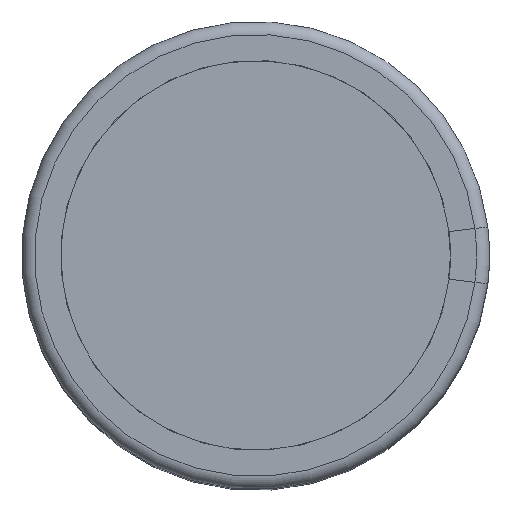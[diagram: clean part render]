
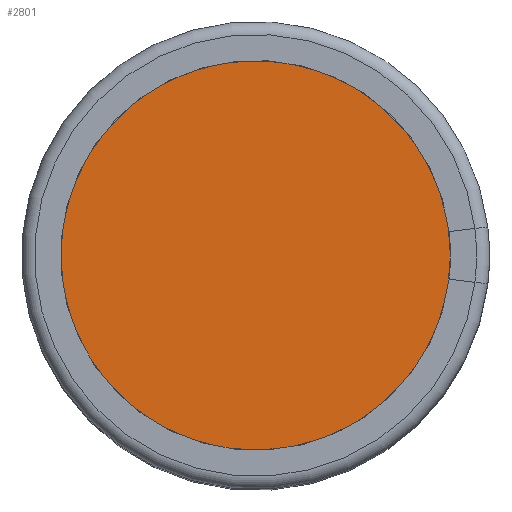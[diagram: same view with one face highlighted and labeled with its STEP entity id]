
A CAD part, top view. The second image highlights one B-rep face of the part: STEP entity #2801.
In plain terms, the highlighted planar face has unit normal (0, 0, 1).
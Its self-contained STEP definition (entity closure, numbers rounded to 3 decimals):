
#2723=CARTESIAN_POINT('',(-15.0,0.,54.6));
#2724=VERTEX_POINT('',#2723);
#2740=CARTESIAN_POINT('',(15.0,0.,54.6));
#2741=VERTEX_POINT('',#2740);
#2748=CARTESIAN_POINT('',(0.0,0.0,54.6));
#2749=DIRECTION('',(0.0,0.0,1.0));
#2750=DIRECTION('',(-1.0,0.0,0.0));
#2751=AXIS2_PLACEMENT_3D('',#2748,#2749,#2750);
#2752=CIRCLE('',#2751,15.0);
#2753=EDGE_CURVE('',#2724,#2741,#2752,.T.);
#2764=CARTESIAN_POINT('',(0.0,0.0,54.6));
#2765=DIRECTION('',(0.0,0.0,1.0));
#2766=DIRECTION('',(-1.0,0.0,0.0));
#2767=AXIS2_PLACEMENT_3D('',#2764,#2765,#2766);
#2768=CIRCLE('',#2767,15.0);
#2769=EDGE_CURVE('',#2741,#2724,#2768,.T.);
#2792=CARTESIAN_POINT('',(0.0,0.0,54.6));
#2793=DIRECTION('',(0.0,0.0,1.0));
#2794=DIRECTION('',(-1.0,0.0,0.0));
#2795=AXIS2_PLACEMENT_3D('',#2792,#2793,#2794);
#2796=PLANE('',#2795);
#2797=ORIENTED_EDGE('',*,*,#2753,.T.);
#2798=ORIENTED_EDGE('',*,*,#2769,.T.);
#2799=EDGE_LOOP('',(#2797,#2798));
#2800=FACE_OUTER_BOUND('',#2799,.T.);
#2801=ADVANCED_FACE('',(#2800),#2796,.T.);
